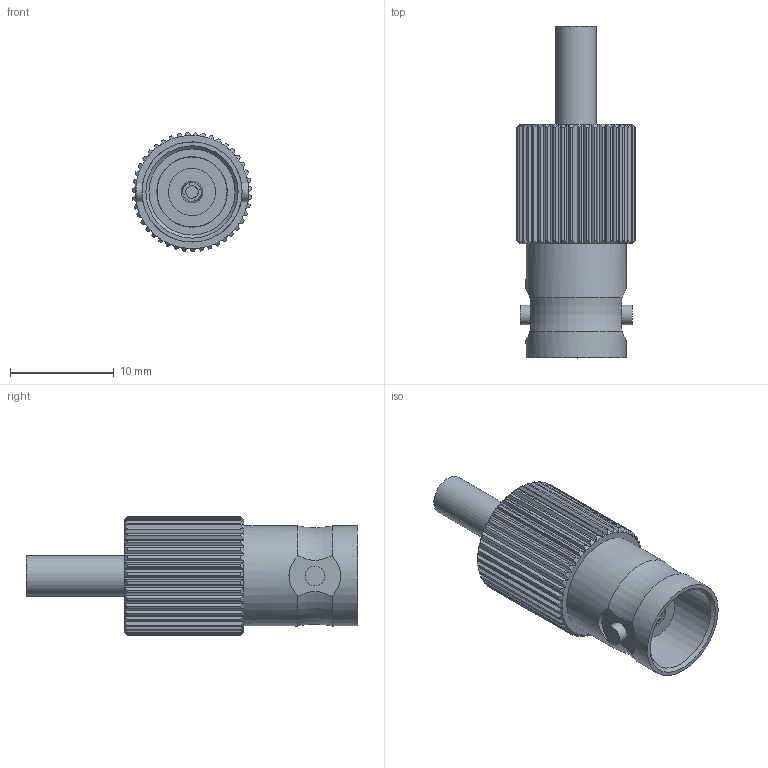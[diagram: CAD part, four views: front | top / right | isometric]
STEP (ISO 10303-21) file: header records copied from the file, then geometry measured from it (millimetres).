
FILE_DESCRIPTION(/* description */ ('Unknown'),/* implementation_level */ '2;1');
FILE_NAME(/* name */ '60725022510320',/* time_stamp */ '2025-03-13T13:41:05+01:00',/* author */ ('Unknown'),/* organization */ ('Unknown'),/* preprocessor_version */ 'ST-DEVELOPER v19.4',/* originating_system */ 'Solid Edge',/* authorisation */ 'Unknown');
FILE_SCHEMA (('AUTOMOTIVE_DESIGN {1 0 10303 214 3 1 1}'));
Products named in the file (1): 60725022510320
Bounding box: 11.5 x 32 x 11.49 mm (x, y, z)
Volume: 1585.2 mm3; surface area: 1975.4 mm2
Topology: 1 solids, 1 shells, 3294 faces, 6720 edges, 3434 vertices
Faces by surface type: bspline 2304, cylinder 708, plane 184, cone 95, torus 3
Full cylindrical faces by diameter (mm): 0.6 x1, 0.95 x1, 1 x1, 1.2 x1, 1.5 x1, 1.6 x1, 1.9 x2, 2.1 x1, 2.5 x1, 3.2 x1, 3.9 x1, 4.56 x1, 6.75 x1, 6.8 x1, 8.3 x1, 9.65 x2
Entity records: 132201 total; most frequent: CARTESIAN_POINT 64300, ORIENTED_EDGE 13358, EDGE_CURVE 6679, B_SPLINE_CURVE_WITH_KNOTS 4788, VERTEX_POINT 3418, FACE_BOUND 3333, EDGE_LOOP 3332, STYLED_ITEM 3294
